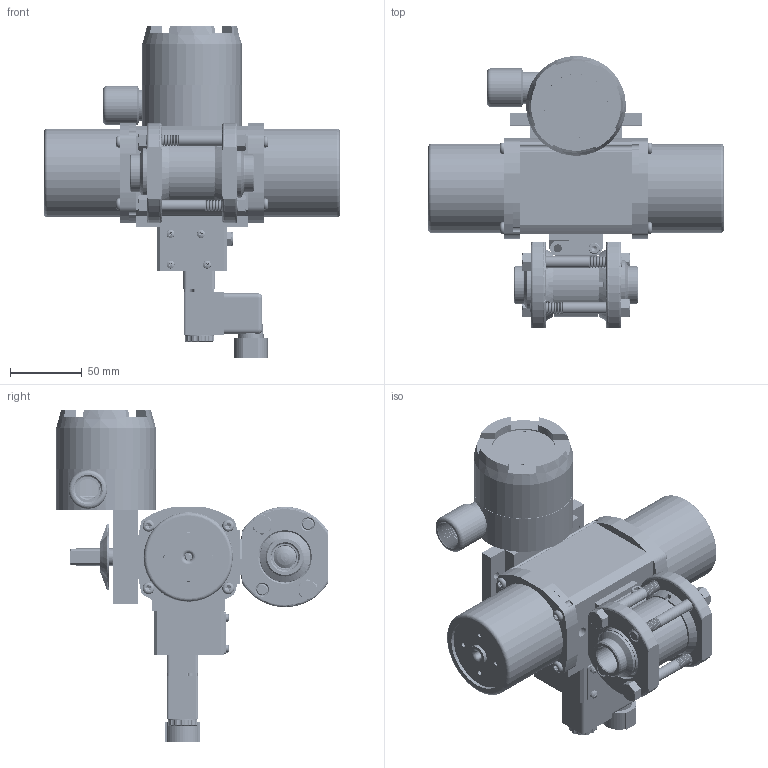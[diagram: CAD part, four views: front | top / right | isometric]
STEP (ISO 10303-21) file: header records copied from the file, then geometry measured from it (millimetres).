
FILE_DESCRIPTION (( 'STEP AP203' ), '1' );
FILE_NAME ('26XXTSWSA512SR3GPDCLS.step', '2018-06-12T18:03:39', ( '' ), ( '' ), 'SwSTEP 2.0', 'SolidWorks 2017', '' );
FILE_SCHEMA (( 'CONFIG_CONTROL_DESIGN' ));
Products named in the file (1): 26XXTSWSA512SR3GPDCLS
Bounding box: 206.12 x 189.17 x 231.14 mm (x, y, z)
Volume: 905473.6 mm3; surface area: 377068.4 mm2
Topology: 68 solids, 68 shells, 6357 faces, 16676 edges, 10486 vertices
Faces by surface type: cylinder 3067, cone 2027, plane 888, torus 226, bspline 135, sphere 14
Entity records: 239632 total; most frequent: CARTESIAN_POINT 86460, ORIENTED_EDGE 33048, DIRECTION 32918, EDGE_CURVE 16524, AXIS2_PLACEMENT_3D 13380, VERTEX_POINT 10482, CIRCLE 7157, EDGE_LOOP 6806
